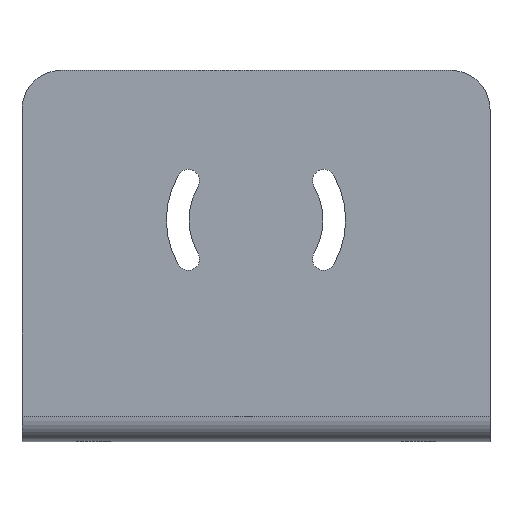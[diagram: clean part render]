
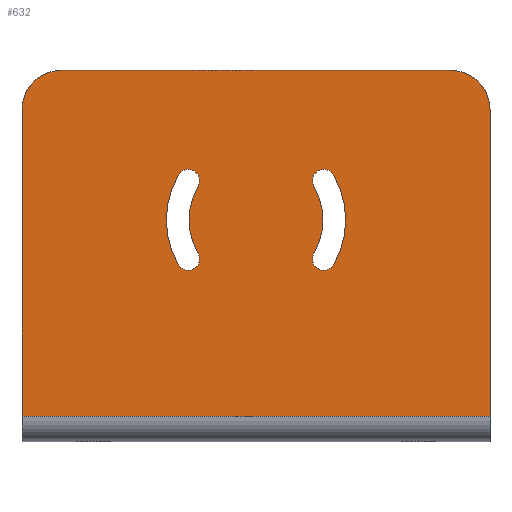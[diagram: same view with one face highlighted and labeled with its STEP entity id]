
A CAD part, top view. The second image highlights one B-rep face of the part: STEP entity #632.
In plain terms, the highlighted planar face has unit normal (0, 0, 1).
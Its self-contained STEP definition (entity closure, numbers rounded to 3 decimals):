
#79=CARTESIAN_POINT('',(10.436,27.975,1.9));
#80=DIRECTION('',(0.,0.,1.));
#81=DIRECTION('',(-0.866,0.5,0.));
#82=AXIS2_PLACEMENT_3D('',#79,#80,#81);
#84=CARTESIAN_POINT('',(0.,34.,1.9));
#85=DIRECTION('',(0.,0.,1.));
#86=DIRECTION('',(0.866,-0.5,0.));
#87=AXIS2_PLACEMENT_3D('',#84,#85,#86);
#89=CARTESIAN_POINT('',(10.436,40.025,1.9));
#90=DIRECTION('',(0.,0.,1.));
#91=DIRECTION('',(0.866,0.5,0.));
#92=AXIS2_PLACEMENT_3D('',#89,#90,#91);
#94=CARTESIAN_POINT('',(0.,34.,1.9));
#95=DIRECTION('',(0.,0.,1.));
#96=DIRECTION('',(0.866,-0.5,0.));
#97=AXIS2_PLACEMENT_3D('',#94,#95,#96);
#99=CARTESIAN_POINT('',(-10.436,40.025,1.9));
#100=DIRECTION('',(0.,0.,1.));
#101=DIRECTION('',(0.866,-0.5,0.));
#102=AXIS2_PLACEMENT_3D('',#99,#100,#101);
#104=CARTESIAN_POINT('',(0.,34.,1.9));
#105=DIRECTION('',(0.,0.,1.));
#106=DIRECTION('',(-0.866,0.5,0.));
#107=AXIS2_PLACEMENT_3D('',#104,#105,#106);
#109=CARTESIAN_POINT('',(-10.436,27.975,1.9));
#110=DIRECTION('',(0.,0.,1.));
#111=DIRECTION('',(-0.866,-0.5,0.));
#112=AXIS2_PLACEMENT_3D('',#109,#110,#111);
#114=CARTESIAN_POINT('',(0.,34.,1.9));
#115=DIRECTION('',(0.,0.,1.));
#116=DIRECTION('',(-0.866,0.5,0.));
#117=AXIS2_PLACEMENT_3D('',#114,#115,#116);
#119=CARTESIAN_POINT('',(-30.,51.,1.9));
#120=DIRECTION('',(0.,0.,1.));
#121=DIRECTION('',(0.,1.,0.));
#122=AXIS2_PLACEMENT_3D('',#119,#120,#121);
#124=DIRECTION('',(-1.,0.,0.));
#125=VECTOR('',#124,60.);
#126=CARTESIAN_POINT('',(30.,57.,1.9));
#127=LINE('',#126,#125);
#128=CARTESIAN_POINT('',(30.,51.,1.9));
#129=DIRECTION('',(0.,0.,1.));
#130=DIRECTION('',(1.,0.,0.));
#131=AXIS2_PLACEMENT_3D('',#128,#129,#130);
#133=DIRECTION('',(0.,1.,0.));
#134=VECTOR('',#133,47.2);
#135=CARTESIAN_POINT('',(36.,3.8,1.9));
#136=LINE('',#135,#134);
#137=DIRECTION('',(0.,-1.,0.));
#138=VECTOR('',#137,47.2);
#139=CARTESIAN_POINT('',(-36.,51.,1.9));
#140=LINE('',#139,#138);
#182=DIRECTION('',(-1.,0.,0.));
#183=VECTOR('',#182,72.);
#184=CARTESIAN_POINT('',(36.,3.8,1.9));
#185=LINE('',#184,#183);
#405=CARTESIAN_POINT('',(-8.92,39.15,1.9));
#406=CARTESIAN_POINT('',(-11.951,40.9,1.9));
#407=VERTEX_POINT('',#405);
#408=VERTEX_POINT('',#406);
#409=CARTESIAN_POINT('',(-8.92,28.85,1.9));
#410=VERTEX_POINT('',#409);
#411=CARTESIAN_POINT('',(-11.951,27.1,1.9));
#412=VERTEX_POINT('',#411);
#413=CARTESIAN_POINT('',(8.92,28.85,1.9));
#414=CARTESIAN_POINT('',(11.951,27.1,1.9));
#415=VERTEX_POINT('',#413);
#416=VERTEX_POINT('',#414);
#417=CARTESIAN_POINT('',(8.92,39.15,1.9));
#418=VERTEX_POINT('',#417);
#419=CARTESIAN_POINT('',(11.951,40.9,1.9));
#420=VERTEX_POINT('',#419);
#425=CARTESIAN_POINT('',(-36.,3.8,1.9));
#426=VERTEX_POINT('',#425);
#427=CARTESIAN_POINT('',(36.,3.8,1.9));
#428=VERTEX_POINT('',#427);
#473=CARTESIAN_POINT('',(-30.,57.,1.9));
#474=VERTEX_POINT('',#473);
#475=CARTESIAN_POINT('',(-36.,51.,1.9));
#476=VERTEX_POINT('',#475);
#481=CARTESIAN_POINT('',(36.,51.,1.9));
#482=VERTEX_POINT('',#481);
#483=CARTESIAN_POINT('',(30.,57.,1.9));
#484=VERTEX_POINT('',#483);
#597=CARTESIAN_POINT('',(0.,0.,1.9));
#598=DIRECTION('',(0.,0.,1.));
#599=DIRECTION('',(1.,0.,0.));
#600=AXIS2_PLACEMENT_3D('',#597,#598,#599);
#601=PLANE('',#600);
#603=ORIENTED_EDGE('',*,*,#602,.F.);
#605=ORIENTED_EDGE('',*,*,#604,.F.);
#607=ORIENTED_EDGE('',*,*,#606,.F.);
#609=ORIENTED_EDGE('',*,*,#608,.F.);
#611=ORIENTED_EDGE('',*,*,#610,.T.);
#613=ORIENTED_EDGE('',*,*,#612,.F.);
#614=EDGE_LOOP('',(#603,#605,#607,#609,#611,#613));
#615=FACE_OUTER_BOUND('',#614,.F.);
#616=ORIENTED_EDGE('',*,*,#549,.T.);
#617=ORIENTED_EDGE('',*,*,#564,.T.);
#618=ORIENTED_EDGE('',*,*,#578,.T.);
#619=ORIENTED_EDGE('',*,*,#591,.F.);
#620=EDGE_LOOP('',(#616,#617,#618,#619));
#621=FACE_BOUND('',#620,.F.);
#623=ORIENTED_EDGE('',*,*,#622,.T.);
#625=ORIENTED_EDGE('',*,*,#624,.T.);
#627=ORIENTED_EDGE('',*,*,#626,.T.);
#629=ORIENTED_EDGE('',*,*,#628,.F.);
#630=EDGE_LOOP('',(#623,#625,#627,#629));
#631=FACE_BOUND('',#630,.F.);
#632=ADVANCED_FACE('',(#615,#621,#631),#601,.T.);
#83=CIRCLE('',#82,1.75);
#88=CIRCLE('',#87,13.8);
#93=CIRCLE('',#92,1.75);
#98=CIRCLE('',#97,10.3);
#103=CIRCLE('',#102,1.75);
#108=CIRCLE('',#107,13.8);
#113=CIRCLE('',#112,1.75);
#118=CIRCLE('',#117,10.3);
#123=CIRCLE('',#122,6.);
#132=CIRCLE('',#131,6.);
#549=EDGE_CURVE('',#407,#408,#103,.T.);
#564=EDGE_CURVE('',#408,#412,#108,.T.);
#578=EDGE_CURVE('',#412,#410,#113,.T.);
#591=EDGE_CURVE('',#407,#410,#118,.T.);
#602=EDGE_CURVE('',#474,#476,#123,.T.);
#604=EDGE_CURVE('',#484,#474,#127,.T.);
#606=EDGE_CURVE('',#482,#484,#132,.T.);
#608=EDGE_CURVE('',#428,#482,#136,.T.);
#610=EDGE_CURVE('',#428,#426,#185,.T.);
#612=EDGE_CURVE('',#476,#426,#140,.T.);
#622=EDGE_CURVE('',#415,#416,#83,.T.);
#624=EDGE_CURVE('',#416,#420,#88,.T.);
#626=EDGE_CURVE('',#420,#418,#93,.T.);
#628=EDGE_CURVE('',#415,#418,#98,.T.);
